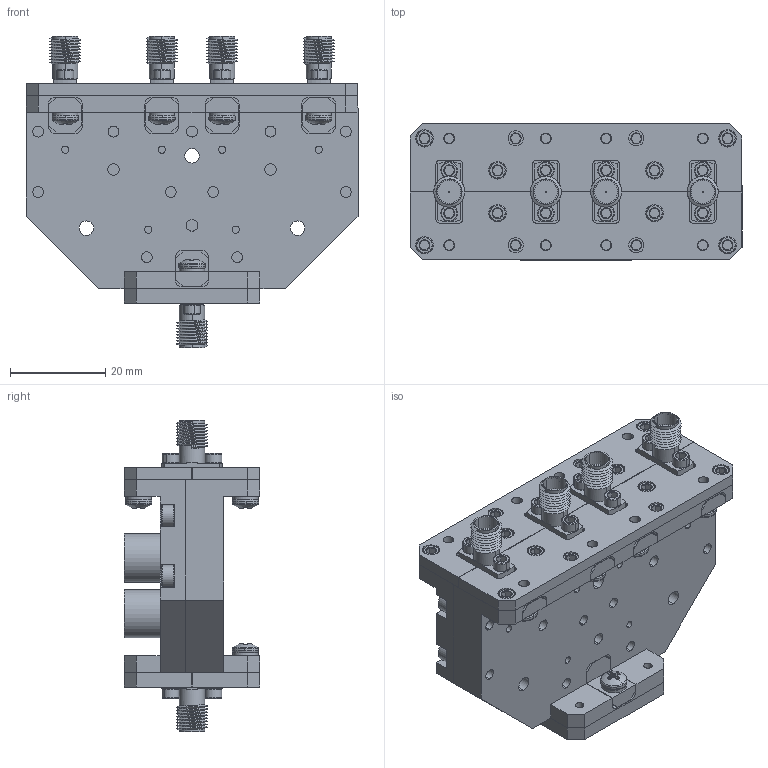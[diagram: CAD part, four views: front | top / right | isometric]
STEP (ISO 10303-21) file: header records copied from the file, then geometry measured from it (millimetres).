
FILE_DESCRIPTION (( 'STEP AP203' ), '1' );
FILE_NAME ('SWP-46347304-2F2F-E1-S.STEP', '2019-06-27T19:32:27', ( '' ), ( '' ), 'SwSTEP 2.0', 'SolidWorks 2016', '' );
FILE_SCHEMA (( 'CONFIG_CONTROL_DESIGN' ));
Length unit declared in the file: inch
Products named in the file (1): SWP-46347304-2F2F-E1-S
Bounding box: 69.85 x 28.57 x 65.58 mm (x, y, z)
Volume: 47734.8 mm3; surface area: 38497.1 mm2
Topology: 97 solids, 97 shells, 3693 faces, 9092 edges, 5721 vertices
Faces by surface type: plane 1493, cylinder 1305, cone 701, torus 116, sphere 58, bspline 20
Entity records: 114209 total; most frequent: CARTESIAN_POINT 26979, DIRECTION 18608, ORIENTED_EDGE 17908, EDGE_CURVE 8954, AXIS2_PLACEMENT_3D 7224, VERTEX_POINT 5721, EDGE_LOOP 4229, LINE 4160
